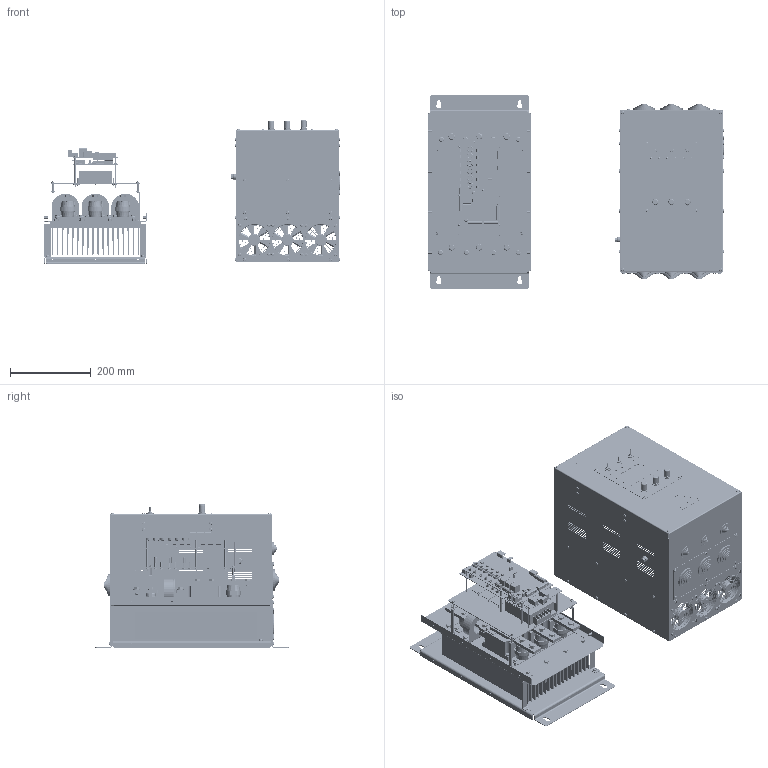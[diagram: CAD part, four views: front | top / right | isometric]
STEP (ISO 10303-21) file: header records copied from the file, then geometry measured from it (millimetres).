
FILE_DESCRIPTION(('STEP AP242'), '1');
FILE_NAME('Default file header', '2025-03-31T13:04:28', ('Default author'), ('Default organization'), 'C3D Converter', 'C3D Toolkit', 'Default authization');
FILE_SCHEMA(('AP242_MANAGED_MODEL_BASED_3D_ENGINEERING_MIM_LF { 1 0 10303 442 1 1 4 }'));
Length unit declared in the file: millimetre
Assembly tree (581 placements, depth 4):
  (unnamed)
    (unnamed)
      (unnamed)
      (unnamed)
    (unnamed)
      (unnamed)
      (unnamed)
    (unnamed)
      (unnamed)
    (unnamed)
      (unnamed)
      (unnamed)
    (unnamed)  x3
      (unnamed)
      (unnamed)
      (unnamed)
    (unnamed)
      (unnamed)
      (unnamed)
      (unnamed)
      (unnamed)
      (unnamed)
      (unnamed)
      (unnamed)
      (unnamed)
      (unnamed)
      (unnamed)
      (unnamed)
      (unnamed)
      (unnamed)
      (unnamed)
      (unnamed)
      (unnamed)
      (unnamed)
      (unnamed)
      (unnamed)
      (unnamed)
      (unnamed)
      (unnamed)
      (unnamed)
      (unnamed)
      (unnamed)
      (unnamed)
      (unnamed)
      (unnamed)
      (unnamed)
      (unnamed)
      (unnamed)
      (unnamed)
      (unnamed)
      (unnamed)
      (unnamed)
      (unnamed)
      (unnamed)
      (unnamed)
      (unnamed)
      (unnamed)
      (unnamed)
      (unnamed)
      (unnamed)
Bounding box: 732.6 x 478 x 354.24 mm (x, y, z)
Volume: 5160149.1 mm3; surface area: 3369895.4 mm2
Topology: 613 solids, 613 shells, 7961 faces, 18553 edges, 12314 vertices
Faces by surface type: plane 4919, cylinder 2166, cone 555, torus 253, sphere 68
Full cylindrical faces by diameter (mm): 1 x44, 1.5 x4, 1.857 x4, 2 x67, 2.3 x3, 2.5 x68, 2.6 x18, 2.7 x3, 3 x149, 3.2 x16, 3.235 x3, 3.294 x1, 3.3 x28, 3.5 x20, 3.685 x3, 4 x146, 4.2 x2, 4.3 x8, 4.5 x52, 5 x32, 5.2 x16, 5.5 x63, 5.9 x17, 6 x101, 6.4 x40, 6.5 x51, 6.6 x8, 7 x25, 7.5 x9, 8 x83
Entity records: 328494 total; most frequent: CARTESIAN_POINT 87916, DIRECTION 35447, ORIENTED_EDGE 30100, EDGE_CURVE 15050, AXIS2_PLACEMENT_3D 14005, VERTEX_POINT 11364, EDGE_LOOP 11311, PROPERTY_DEFINITION 9461
